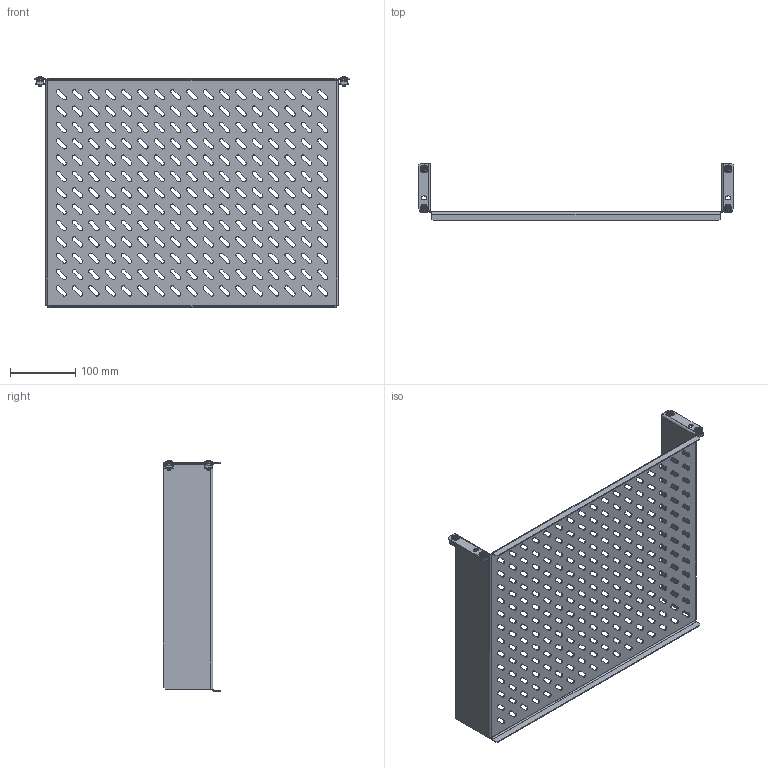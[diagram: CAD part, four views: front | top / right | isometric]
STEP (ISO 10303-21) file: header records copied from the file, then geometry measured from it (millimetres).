
FILE_DESCRIPTION (( 'STEP AP203' ), '1' );
FILE_NAME ('U0693453504 Ïîëêà äëÿ 19-äþéìîâîãî îáîðóäîâàíèÿ ñôðîíòàëüíûì êðåïëåíèåì (25êã) 350ìì LC2_RS52 (000.180.007-01) .STEP', '2022-04-26T07:51:28', ( '' ), ( '' ), 'SwSTEP 2.0', 'SolidWorks 2017', '' );
FILE_SCHEMA (( 'CONFIG_CONTROL_DESIGN' ));
Length unit declared in the file: millimetre
Products named in the file (6): Ãàéêà êâàäðàòíàÿ_Œ5; Âèíò ISO 7380-2 TX_Œ5å12; Ãàéêà êëåòåâàÿ_M5-4B; 068-04 砐鍆趌350; Êëåòêà ãàéêè_M6-4€; U0693453504 Ïîëêà äëÿ 19-äþéìîâîãî îáîðóäîâàíèÿ ñôðîíòàëüíûì êðåïëåíèåì (25êã) 350ìì LC2_RS52 (000.180.007-01) 
Assembly tree (11 placements, depth 3):
  U0693453504 Ïîëêà äëÿ 19-äþéìîâîãî îáîðóäîâàíèÿ ñôðîíòàëüíûì êðåïëåíèåì (25êã) 350ìì LC2_RS52 (000.180.007-01) 
    068-04 砐鍆趌350
    Âèíò ISO 7380-2 TX_Œ5å12  x4
    Ãàéêà êëåòåâàÿ_M5-4B  x4
      Êëåòêà ãàéêè_M6-4€
      Ãàéêà êâàäðàòíàÿ_Œ5
Bounding box: 482.6 x 88 x 352.6 mm (x, y, z)
Volume: 276636.5 mm3; surface area: 413411.4 mm2
Topology: 13 solids, 13 shells, 1753 faces, 4893 edges, 3170 vertices
Faces by surface type: cylinder 851, plane 838, bspline 40, torus 16, cone 8
Entity records: 46781 total; most frequent: CARTESIAN_POINT 8808, DIRECTION 7882, ORIENTED_EDGE 7712, EDGE_CURVE 3856, AXIS2_PLACEMENT_3D 2774, VERTEX_POINT 2537, VECTOR 2334, LINE 2334
